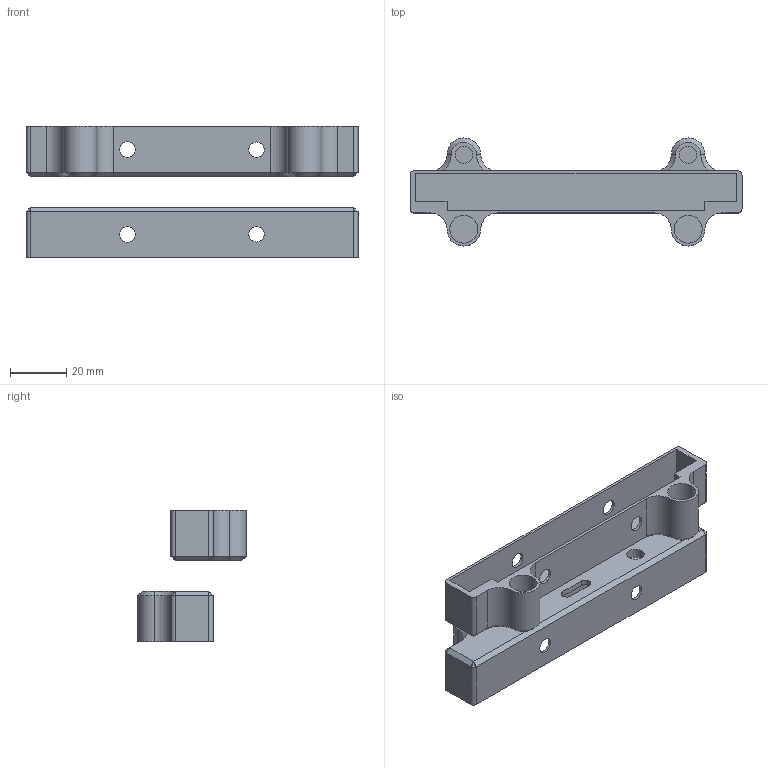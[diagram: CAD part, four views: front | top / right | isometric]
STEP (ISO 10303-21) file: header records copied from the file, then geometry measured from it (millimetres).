
FILE_DESCRIPTION(/* description */ (''),/* implementation_level */ '2;1');
FILE_NAME(/* name */ 'Catch v6.step',/* time_stamp */ '2022-01-10T13:24:45+01:00',/* author */ (''),/* organization */ (''),/* preprocessor_version */ 'ST-DEVELOPER v18.1',/* originating_system */ 'Autodesk Translation Framework v10.10.0.1391',/* authorisation */ '');
FILE_SCHEMA (('AUTOMOTIVE_DESIGN { 1 0 10303 214 3 1 1 }'));
Length unit declared in the file: millimetre
Products named in the file (1): Catch
Bounding box: 118.4 x 38.6 x 47 mm (x, y, z)
Volume: 27996.2 mm3; surface area: 27413.4 mm2
Topology: 2 solids, 2 shells, 128 faces, 294 edges, 176 vertices
Faces by surface type: plane 64, cylinder 44, cone 20
Full cylindrical faces by diameter (mm): 5.5 x8, 6.2 x8, 10 x4
Entity records: 3606 total; most frequent: DIRECTION 636, CARTESIAN_POINT 627, ORIENTED_EDGE 572, EDGE_CURVE 286, AXIS2_PLACEMENT_3D 229, LINE 178, VECTOR 178, VERTEX_POINT 176
